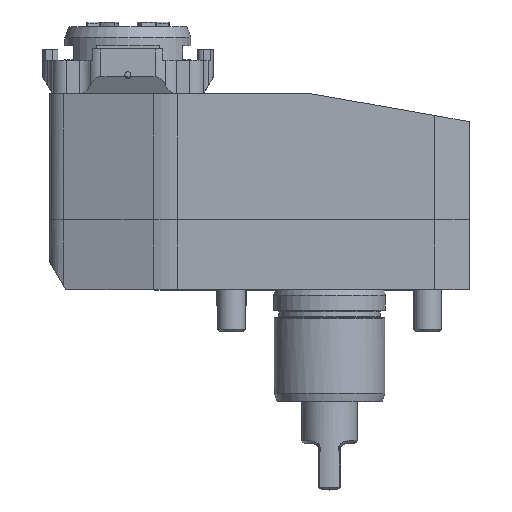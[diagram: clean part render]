
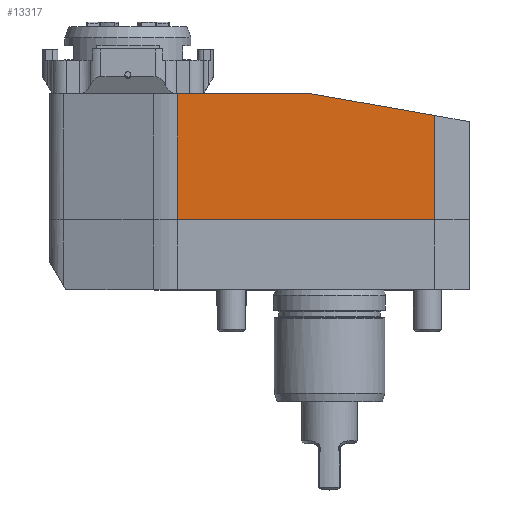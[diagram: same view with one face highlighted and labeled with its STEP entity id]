
A CAD part, top view. The second image highlights one B-rep face of the part: STEP entity #13317.
In plain terms, the highlighted planar face has unit normal (0, 0, 1).
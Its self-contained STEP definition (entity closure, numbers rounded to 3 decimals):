
#649 = VECTOR ( 'NONE', #9500, 1000. ) ;
#1106 = VERTEX_POINT ( 'NONE', #16317 ) ;
#1327 = VECTOR ( 'NONE', #2250, 1000. ) ;
#1422 = DIRECTION ( 'NONE',  ( -0.985, 0.174, 0. ) ) ;
#1762 = VECTOR ( 'NONE', #11586, 1000. ) ;
#2250 = DIRECTION ( 'NONE',  ( 0., -1., 0. ) ) ;
#2251 = CARTESIAN_POINT ( 'NONE',  ( 37.5, 62.204, 40. ) ) ;
#3200 = VERTEX_POINT ( 'NONE', #2251 ) ;
#3926 = CARTESIAN_POINT ( 'NONE',  ( 50., 70., 40. ) ) ;
#4065 = CARTESIAN_POINT ( 'NONE',  ( -54.38, 70., 40. ) ) ;
#4968 = CARTESIAN_POINT ( 'NONE',  ( -58.788, 25., 40. ) ) ;
#5054 = DIRECTION ( 'NONE',  ( -1., 0., 0. ) ) ;
#6144 = VECTOR ( 'NONE', #21697, 1000. ) ;
#6937 = EDGE_CURVE ( 'NONE', #11395, #1106, #7562, .T. ) ;
#7029 = ORIENTED_EDGE ( 'NONE', *, *, #12092, .T. ) ;
#7132 = LINE ( 'NONE', #14289, #18527 ) ;
#7562 = LINE ( 'NONE', #3926, #649 ) ;
#8671 = EDGE_CURVE ( 'NONE', #11395, #18137, #23106, .T. ) ;
#9224 = ORIENTED_EDGE ( 'NONE', *, *, #8671, .T. ) ;
#9439 = VERTEX_POINT ( 'NONE', #19263 ) ;
#9500 = DIRECTION ( 'NONE',  ( 1., 0., 0. ) ) ;
#11363 = ORIENTED_EDGE ( 'NONE', *, *, #6937, .F. ) ;
#11395 = VERTEX_POINT ( 'NONE', #11666 ) ;
#11586 = DIRECTION ( 'NONE',  ( 0., 1., 0. ) ) ;
#11666 = CARTESIAN_POINT ( 'NONE',  ( -54.38, 70., 40. ) ) ;
#11669 = EDGE_LOOP ( 'NONE', ( #11363, #9224, #21173, #7029, #12294 ) ) ;
#12092 = EDGE_CURVE ( 'NONE', #9439, #3200, #21027, .T. ) ;
#12294 = ORIENTED_EDGE ( 'NONE', *, *, #23335, .T. ) ;
#13317 = ADVANCED_FACE ( 'Defeature completata1_239', ( #21903 ), #14122, .F. ) ;
#14122 = PLANE ( 'NONE',  #21183 ) ;
#14289 = CARTESIAN_POINT ( 'NONE',  ( -6.713, 70., 40. ) ) ;
#14634 = CARTESIAN_POINT ( 'NONE',  ( 50., 70., 40. ) ) ;
#14720 = CARTESIAN_POINT ( 'NONE',  ( -54.38, 25., 40. ) ) ;
#16317 = CARTESIAN_POINT ( 'NONE',  ( -6.713, 70., 40. ) ) ;
#16354 = LINE ( 'NONE', #4968, #6144 ) ;
#17151 = CARTESIAN_POINT ( 'NONE',  ( 37.5, 70., 40. ) ) ;
#18137 = VERTEX_POINT ( 'NONE', #14720 ) ;
#18527 = VECTOR ( 'NONE', #1422, 1000. ) ;
#19263 = CARTESIAN_POINT ( 'NONE',  ( 37.5, 25., 40. ) ) ;
#21027 = LINE ( 'NONE', #17151, #1762 ) ;
#21173 = ORIENTED_EDGE ( 'NONE', *, *, #23343, .T. ) ;
#21183 = AXIS2_PLACEMENT_3D ( 'NONE', #14634, #22036, #5054 ) ;
#21697 = DIRECTION ( 'NONE',  ( 1., 0., 0. ) ) ;
#21903 = FACE_OUTER_BOUND ( 'NONE', #11669, .T. ) ;
#22036 = DIRECTION ( 'NONE',  ( 0., 0., -1. ) ) ;
#23106 = LINE ( 'NONE', #4065, #1327 ) ;
#23335 = EDGE_CURVE ( 'NONE', #3200, #1106, #7132, .T. ) ;
#23343 = EDGE_CURVE ( 'NONE', #18137, #9439, #16354, .T. ) ;
